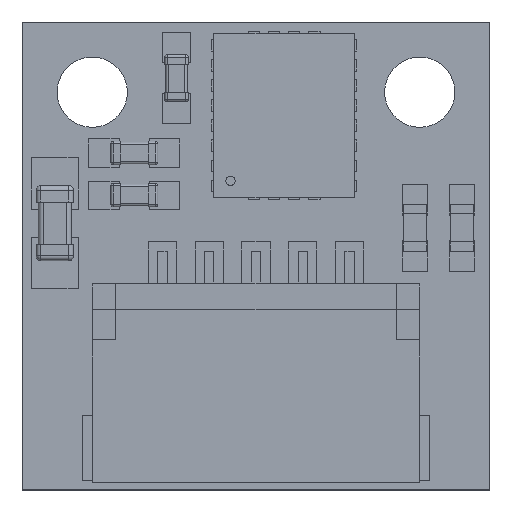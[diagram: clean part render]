
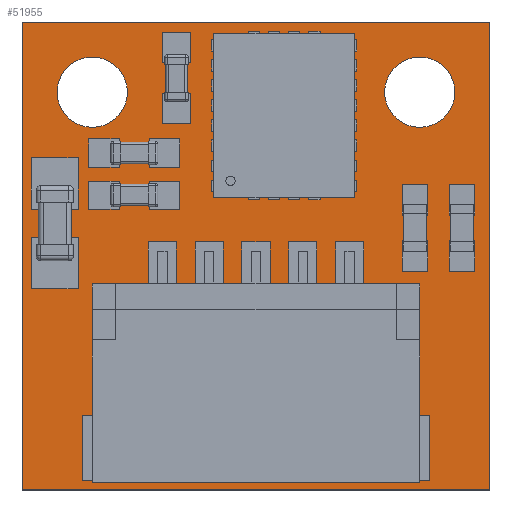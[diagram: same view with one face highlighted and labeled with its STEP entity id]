
A CAD part, top view. The second image highlights one B-rep face of the part: STEP entity #51955.
In plain terms, the highlighted planar face has unit normal (0, 0, 1).
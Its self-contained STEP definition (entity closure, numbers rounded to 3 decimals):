
#51479 = VERTEX_POINT('',#51480);
#51480 = CARTESIAN_POINT('',(15.,10.,0.6));
#51487 = PLANE('',#51488);
#51488 = AXIS2_PLACEMENT_3D('',#51489,#51490,#51491);
#51489 = CARTESIAN_POINT('',(15.,10.,0.));
#51490 = DIRECTION('',(0.,1.,0.));
#51491 = DIRECTION('',(1.,0.,0.));
#51499 = PLANE('',#51500);
#51500 = AXIS2_PLACEMENT_3D('',#51501,#51502,#51503);
#51501 = CARTESIAN_POINT('',(15.,20.,0.));
#51502 = DIRECTION('',(1.,0.,0.));
#51503 = DIRECTION('',(0.,-1.,0.));
#51511 = EDGE_CURVE('',#51479,#51512,#51514,.T.);
#51512 = VERTEX_POINT('',#51513);
#51513 = CARTESIAN_POINT('',(25.,10.,0.6));
#51514 = SURFACE_CURVE('',#51515,(#51519,#51526),.PCURVE_S1.);
#51515 = LINE('',#51516,#51517);
#51516 = CARTESIAN_POINT('',(15.,10.,0.6));
#51517 = VECTOR('',#51518,1.);
#51518 = DIRECTION('',(1.,0.,0.));
#51519 = PCURVE('',#51487,#51520);
#51520 = DEFINITIONAL_REPRESENTATION('',(#51521),#51525);
#51521 = LINE('',#51522,#51523);
#51522 = CARTESIAN_POINT('',(0.,-0.6));
#51523 = VECTOR('',#51524,1.);
#51524 = DIRECTION('',(1.,0.));
#51525 = ( GEOMETRIC_REPRESENTATION_CONTEXT(2) 
PARAMETRIC_REPRESENTATION_CONTEXT() REPRESENTATION_CONTEXT('2D SPACE',''
  ) );
#51526 = PCURVE('',#51527,#51532);
#51527 = PLANE('',#51528);
#51528 = AXIS2_PLACEMENT_3D('',#51529,#51530,#51531);
#51529 = CARTESIAN_POINT('',(20.,15.,0.6));
#51530 = DIRECTION('',(0.,0.,1.));
#51531 = DIRECTION('',(1.,0.,-0.));
#51532 = DEFINITIONAL_REPRESENTATION('',(#51533),#51537);
#51533 = LINE('',#51534,#51535);
#51534 = CARTESIAN_POINT('',(-5.,-5.));
#51535 = VECTOR('',#51536,1.);
#51536 = DIRECTION('',(1.,0.));
#51537 = ( GEOMETRIC_REPRESENTATION_CONTEXT(2) 
PARAMETRIC_REPRESENTATION_CONTEXT() REPRESENTATION_CONTEXT('2D SPACE',''
  ) );
#51555 = PLANE('',#51556);
#51556 = AXIS2_PLACEMENT_3D('',#51557,#51558,#51559);
#51557 = CARTESIAN_POINT('',(25.,10.,0.));
#51558 = DIRECTION('',(-1.,0.,0.));
#51559 = DIRECTION('',(0.,1.,0.));
#51599 = VERTEX_POINT('',#51600);
#51600 = CARTESIAN_POINT('',(15.,20.,0.6));
#51614 = PLANE('',#51615);
#51615 = AXIS2_PLACEMENT_3D('',#51616,#51617,#51618);
#51616 = CARTESIAN_POINT('',(25.,20.,0.));
#51617 = DIRECTION('',(0.,-1.,0.));
#51618 = DIRECTION('',(-1.,0.,0.));
#51626 = EDGE_CURVE('',#51599,#51479,#51627,.T.);
#51627 = SURFACE_CURVE('',#51628,(#51632,#51639),.PCURVE_S1.);
#51628 = LINE('',#51629,#51630);
#51629 = CARTESIAN_POINT('',(15.,20.,0.6));
#51630 = VECTOR('',#51631,1.);
#51631 = DIRECTION('',(0.,-1.,0.));
#51632 = PCURVE('',#51499,#51633);
#51633 = DEFINITIONAL_REPRESENTATION('',(#51634),#51638);
#51634 = LINE('',#51635,#51636);
#51635 = CARTESIAN_POINT('',(0.,-0.6));
#51636 = VECTOR('',#51637,1.);
#51637 = DIRECTION('',(1.,0.));
#51638 = ( GEOMETRIC_REPRESENTATION_CONTEXT(2) 
PARAMETRIC_REPRESENTATION_CONTEXT() REPRESENTATION_CONTEXT('2D SPACE',''
  ) );
#51639 = PCURVE('',#51527,#51640);
#51640 = DEFINITIONAL_REPRESENTATION('',(#51641),#51645);
#51641 = LINE('',#51642,#51643);
#51642 = CARTESIAN_POINT('',(-5.,5.));
#51643 = VECTOR('',#51644,1.);
#51644 = DIRECTION('',(0.,-1.));
#51645 = ( GEOMETRIC_REPRESENTATION_CONTEXT(2) 
PARAMETRIC_REPRESENTATION_CONTEXT() REPRESENTATION_CONTEXT('2D SPACE',''
  ) );
#51673 = EDGE_CURVE('',#51512,#51674,#51676,.T.);
#51674 = VERTEX_POINT('',#51675);
#51675 = CARTESIAN_POINT('',(25.,20.,0.6));
#51676 = SURFACE_CURVE('',#51677,(#51681,#51688),.PCURVE_S1.);
#51677 = LINE('',#51678,#51679);
#51678 = CARTESIAN_POINT('',(25.,10.,0.6));
#51679 = VECTOR('',#51680,1.);
#51680 = DIRECTION('',(0.,1.,0.));
#51681 = PCURVE('',#51555,#51682);
#51682 = DEFINITIONAL_REPRESENTATION('',(#51683),#51687);
#51683 = LINE('',#51684,#51685);
#51684 = CARTESIAN_POINT('',(0.,-0.6));
#51685 = VECTOR('',#51686,1.);
#51686 = DIRECTION('',(1.,0.));
#51687 = ( GEOMETRIC_REPRESENTATION_CONTEXT(2) 
PARAMETRIC_REPRESENTATION_CONTEXT() REPRESENTATION_CONTEXT('2D SPACE',''
  ) );
#51688 = PCURVE('',#51527,#51689);
#51689 = DEFINITIONAL_REPRESENTATION('',(#51690),#51694);
#51690 = LINE('',#51691,#51692);
#51691 = CARTESIAN_POINT('',(5.,-5.));
#51692 = VECTOR('',#51693,1.);
#51693 = DIRECTION('',(0.,1.));
#51694 = ( GEOMETRIC_REPRESENTATION_CONTEXT(2) 
PARAMETRIC_REPRESENTATION_CONTEXT() REPRESENTATION_CONTEXT('2D SPACE',''
  ) );
#51744 = EDGE_CURVE('',#51674,#51599,#51745,.T.);
#51745 = SURFACE_CURVE('',#51746,(#51750,#51757),.PCURVE_S1.);
#51746 = LINE('',#51747,#51748);
#51747 = CARTESIAN_POINT('',(25.,20.,0.6));
#51748 = VECTOR('',#51749,1.);
#51749 = DIRECTION('',(-1.,0.,0.));
#51750 = PCURVE('',#51614,#51751);
#51751 = DEFINITIONAL_REPRESENTATION('',(#51752),#51756);
#51752 = LINE('',#51753,#51754);
#51753 = CARTESIAN_POINT('',(0.,-0.6));
#51754 = VECTOR('',#51755,1.);
#51755 = DIRECTION('',(1.,0.));
#51756 = ( GEOMETRIC_REPRESENTATION_CONTEXT(2) 
PARAMETRIC_REPRESENTATION_CONTEXT() REPRESENTATION_CONTEXT('2D SPACE',''
  ) );
#51757 = PCURVE('',#51527,#51758);
#51758 = DEFINITIONAL_REPRESENTATION('',(#51759),#51763);
#51759 = LINE('',#51760,#51761);
#51760 = CARTESIAN_POINT('',(5.,5.));
#51761 = VECTOR('',#51762,1.);
#51762 = DIRECTION('',(-1.,0.));
#51763 = ( GEOMETRIC_REPRESENTATION_CONTEXT(2) 
PARAMETRIC_REPRESENTATION_CONTEXT() REPRESENTATION_CONTEXT('2D SPACE',''
  ) );
#51800 = CYLINDRICAL_SURFACE('',#51801,0.751);
#51801 = AXIS2_PLACEMENT_3D('',#51802,#51803,#51804);
#51802 = CARTESIAN_POINT('',(16.5,18.5,0.));
#51803 = DIRECTION('',(-0.,-0.,-1.));
#51804 = DIRECTION('',(1.,0.,0.));
#51820 = VERTEX_POINT('',#51821);
#51821 = CARTESIAN_POINT('',(17.251,18.5,0.6));
#51842 = EDGE_CURVE('',#51820,#51820,#51843,.T.);
#51843 = SURFACE_CURVE('',#51844,(#51849,#51856),.PCURVE_S1.);
#51844 = CIRCLE('',#51845,0.751);
#51845 = AXIS2_PLACEMENT_3D('',#51846,#51847,#51848);
#51846 = CARTESIAN_POINT('',(16.5,18.5,0.6));
#51847 = DIRECTION('',(0.,0.,1.));
#51848 = DIRECTION('',(1.,0.,-0.));
#51849 = PCURVE('',#51800,#51850);
#51850 = DEFINITIONAL_REPRESENTATION('',(#51851),#51855);
#51851 = LINE('',#51852,#51853);
#51852 = CARTESIAN_POINT('',(6.283,-0.6));
#51853 = VECTOR('',#51854,1.);
#51854 = DIRECTION('',(-1.,0.));
#51855 = ( GEOMETRIC_REPRESENTATION_CONTEXT(2) 
PARAMETRIC_REPRESENTATION_CONTEXT() REPRESENTATION_CONTEXT('2D SPACE',''
  ) );
#51856 = PCURVE('',#51527,#51857);
#51857 = DEFINITIONAL_REPRESENTATION('',(#51858),#51862);
#51858 = CIRCLE('',#51859,0.751);
#51859 = AXIS2_PLACEMENT_2D('',#51860,#51861);
#51860 = CARTESIAN_POINT('',(-3.5,3.5));
#51861 = DIRECTION('',(1.,0.));
#51862 = ( GEOMETRIC_REPRESENTATION_CONTEXT(2) 
PARAMETRIC_REPRESENTATION_CONTEXT() REPRESENTATION_CONTEXT('2D SPACE',''
  ) );
#51878 = CYLINDRICAL_SURFACE('',#51879,0.751);
#51879 = AXIS2_PLACEMENT_3D('',#51880,#51881,#51882);
#51880 = CARTESIAN_POINT('',(23.5,18.5,0.));
#51881 = DIRECTION('',(-0.,-0.,-1.));
#51882 = DIRECTION('',(1.,0.,0.));
#51898 = VERTEX_POINT('',#51899);
#51899 = CARTESIAN_POINT('',(24.251,18.5,0.6));
#51920 = EDGE_CURVE('',#51898,#51898,#51921,.T.);
#51921 = SURFACE_CURVE('',#51922,(#51927,#51934),.PCURVE_S1.);
#51922 = CIRCLE('',#51923,0.751);
#51923 = AXIS2_PLACEMENT_3D('',#51924,#51925,#51926);
#51924 = CARTESIAN_POINT('',(23.5,18.5,0.6));
#51925 = DIRECTION('',(0.,0.,1.));
#51926 = DIRECTION('',(1.,0.,-0.));
#51927 = PCURVE('',#51878,#51928);
#51928 = DEFINITIONAL_REPRESENTATION('',(#51929),#51933);
#51929 = LINE('',#51930,#51931);
#51930 = CARTESIAN_POINT('',(6.283,-0.6));
#51931 = VECTOR('',#51932,1.);
#51932 = DIRECTION('',(-1.,0.));
#51933 = ( GEOMETRIC_REPRESENTATION_CONTEXT(2) 
PARAMETRIC_REPRESENTATION_CONTEXT() REPRESENTATION_CONTEXT('2D SPACE',''
  ) );
#51934 = PCURVE('',#51527,#51935);
#51935 = DEFINITIONAL_REPRESENTATION('',(#51936),#51940);
#51936 = CIRCLE('',#51937,0.751);
#51937 = AXIS2_PLACEMENT_2D('',#51938,#51939);
#51938 = CARTESIAN_POINT('',(3.5,3.5));
#51939 = DIRECTION('',(1.,0.));
#51940 = ( GEOMETRIC_REPRESENTATION_CONTEXT(2) 
PARAMETRIC_REPRESENTATION_CONTEXT() REPRESENTATION_CONTEXT('2D SPACE',''
  ) );
#51955 = ADVANCED_FACE('',(#51956,#51962,#51965),#51527,.T.);
#51956 = FACE_BOUND('',#51957,.T.);
#51957 = EDGE_LOOP('',(#51958,#51959,#51960,#51961));
#51958 = ORIENTED_EDGE('',*,*,#51511,.T.);
#51959 = ORIENTED_EDGE('',*,*,#51673,.T.);
#51960 = ORIENTED_EDGE('',*,*,#51744,.T.);
#51961 = ORIENTED_EDGE('',*,*,#51626,.T.);
#51962 = FACE_BOUND('',#51963,.T.);
#51963 = EDGE_LOOP('',(#51964));
#51964 = ORIENTED_EDGE('',*,*,#51842,.F.);
#51965 = FACE_BOUND('',#51966,.T.);
#51966 = EDGE_LOOP('',(#51967));
#51967 = ORIENTED_EDGE('',*,*,#51920,.F.);
